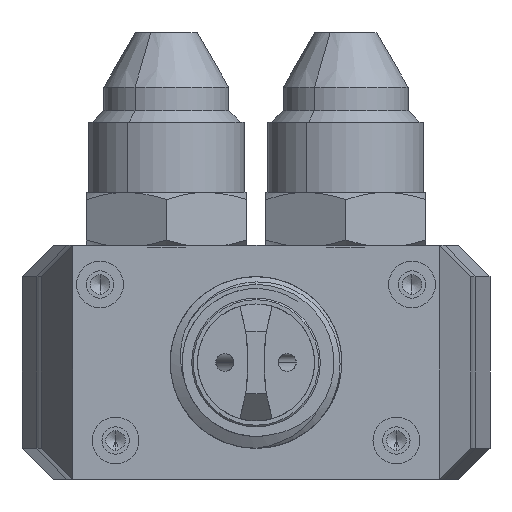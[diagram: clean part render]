
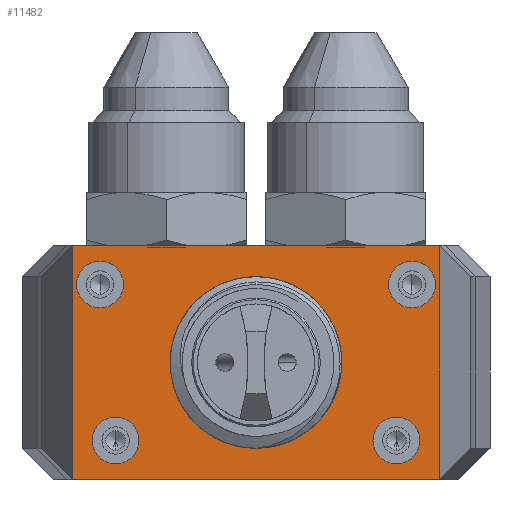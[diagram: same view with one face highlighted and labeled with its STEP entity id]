
A CAD part, front view. The second image highlights one B-rep face of the part: STEP entity #11482.
In plain terms, the highlighted planar face has unit normal (0, -1, 0).
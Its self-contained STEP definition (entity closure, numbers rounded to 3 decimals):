
#153 = EDGE_CURVE ( 'NONE', #6007, #29697, #34288, .T. ) ;
#375 = EDGE_CURVE ( 'NONE', #14792, #5698, #15225, .T. ) ;
#1359 = EDGE_LOOP ( 'NONE', ( #5359, #53205 ) ) ;
#1729 = CIRCLE ( 'NONE', #25833, 9. ) ;
#1785 = CARTESIAN_POINT ( 'NONE',  ( 20., -25., 10. ) ) ;
#2438 = EDGE_LOOP ( 'NONE', ( #41296, #39242, #29626, #52137 ) ) ;
#2509 = CARTESIAN_POINT ( 'NONE',  ( -20., -25., 13. ) ) ;
#3004 = DIRECTION ( 'NONE',  ( 0., -1., 0. ) ) ;
#3124 = CARTESIAN_POINT ( 'NONE',  ( 18., -25., -13. ) ) ;
#3207 = DIRECTION ( 'NONE',  ( 0., -1., 0. ) ) ;
#4545 = LINE ( 'NONE', #9577, #34875 ) ;
#5214 = DIRECTION ( 'NONE',  ( 0., 0., 1. ) ) ;
#5350 = EDGE_CURVE ( 'NONE', #48330, #36804, #1729, .T. ) ;
#5359 = ORIENTED_EDGE ( 'NONE', *, *, #5350, .F. ) ;
#5698 = VERTEX_POINT ( 'NONE', #56266 ) ;
#5733 = CIRCLE ( 'NONE', #41805, 3. ) ;
#6007 = VERTEX_POINT ( 'NONE', #40559 ) ;
#6375 = VERTEX_POINT ( 'NONE', #48269 ) ;
#6922 = CARTESIAN_POINT ( 'NONE',  ( -18., -25., -7. ) ) ;
#7055 = CARTESIAN_POINT ( 'NONE',  ( 18., -25., -10. ) ) ;
#7121 = VERTEX_POINT ( 'NONE', #20317 ) ;
#7274 = DIRECTION ( 'NONE',  ( 0., -1., 0. ) ) ;
#7518 = ORIENTED_EDGE ( 'NONE', *, *, #153, .F. ) ;
#7811 = DIRECTION ( 'NONE',  ( 1., 0., 0. ) ) ;
#7953 = EDGE_CURVE ( 'NONE', #7121, #59526, #27095, .T. ) ;
#8119 = VERTEX_POINT ( 'NONE', #38394 ) ;
#8508 = CIRCLE ( 'NONE', #28597, 3. ) ;
#9577 = CARTESIAN_POINT ( 'NONE',  ( 23.496, -25., 0. ) ) ;
#10077 = ORIENTED_EDGE ( 'NONE', *, *, #44428, .F. ) ;
#10749 = AXIS2_PLACEMENT_3D ( 'NONE', #7055, #59157, #16170 ) ;
#11482 = ADVANCED_FACE ( 'NONE', ( #54896, #40771, #59274, #17499, #16599, #36081 ), #31049, .F. ) ;
#11706 = DIRECTION ( 'NONE',  ( 0., 0., 1. ) ) ;
#12648 = CARTESIAN_POINT ( 'NONE',  ( 0., -25., -9. ) ) ;
#12720 = EDGE_CURVE ( 'NONE', #14256, #61127, #24236, .T. ) ;
#12824 = CARTESIAN_POINT ( 'NONE',  ( 0., -25., 15. ) ) ;
#13643 = CARTESIAN_POINT ( 'NONE',  ( -23.496, -25., 0. ) ) ;
#13702 = EDGE_CURVE ( 'NONE', #59526, #30387, #18037, .T. ) ;
#14256 = VERTEX_POINT ( 'NONE', #3124 ) ;
#14792 = VERTEX_POINT ( 'NONE', #57034 ) ;
#15225 = CIRCLE ( 'NONE', #27217, 3. ) ;
#16170 = DIRECTION ( 'NONE',  ( 0., 0., 1. ) ) ;
#16429 = CARTESIAN_POINT ( 'NONE',  ( -18., -25., -10. ) ) ;
#16599 = FACE_BOUND ( 'NONE', #37489, .T. ) ;
#16907 = CARTESIAN_POINT ( 'NONE',  ( 0., -25., 0. ) ) ;
#17499 = FACE_BOUND ( 'NONE', #44595, .T. ) ;
#17982 = CARTESIAN_POINT ( 'NONE',  ( 18., -25., -7. ) ) ;
#18037 = LINE ( 'NONE', #13643, #48450 ) ;
#18133 = LINE ( 'NONE', #12824, #57301 ) ;
#18214 = AXIS2_PLACEMENT_3D ( 'NONE', #56016, #25389, #30724 ) ;
#19999 = CARTESIAN_POINT ( 'NONE',  ( 18., -25., -10. ) ) ;
#20123 = EDGE_CURVE ( 'NONE', #43596, #8119, #41400, .T. ) ;
#20317 = CARTESIAN_POINT ( 'NONE',  ( 23.496, -25., -15. ) ) ;
#21460 = ORIENTED_EDGE ( 'NONE', *, *, #48279, .F. ) ;
#21712 = DIRECTION ( 'NONE',  ( 0., 0., 1. ) ) ;
#21895 = CARTESIAN_POINT ( 'NONE',  ( 0., -25., 9. ) ) ;
#22722 = CARTESIAN_POINT ( 'NONE',  ( 0., -25., -15. ) ) ;
#24236 = CIRCLE ( 'NONE', #48289, 3. ) ;
#24374 = EDGE_LOOP ( 'NONE', ( #30086, #21460 ) ) ;
#24479 = EDGE_CURVE ( 'NONE', #36804, #48330, #42467, .T. ) ;
#25389 = DIRECTION ( 'NONE',  ( 0., -1., 0. ) ) ;
#25826 = CIRCLE ( 'NONE', #10749, 3. ) ;
#25833 = AXIS2_PLACEMENT_3D ( 'NONE', #56342, #42226, #38158 ) ;
#25870 = DIRECTION ( 'NONE',  ( 0., 0., 1. ) ) ;
#26499 = DIRECTION ( 'NONE',  ( -1., 0., 0. ) ) ;
#27095 = LINE ( 'NONE', #22722, #35763 ) ;
#27217 = AXIS2_PLACEMENT_3D ( 'NONE', #36520, #3207, #27383 ) ;
#27383 = DIRECTION ( 'NONE',  ( 0., 0., 1. ) ) ;
#28087 = CARTESIAN_POINT ( 'NONE',  ( -23.496, -25., -15. ) ) ;
#28597 = AXIS2_PLACEMENT_3D ( 'NONE', #39647, #31161, #11706 ) ;
#28736 = DIRECTION ( 'NONE',  ( 0., 0., -1. ) ) ;
#29383 = ORIENTED_EDGE ( 'NONE', *, *, #60215, .F. ) ;
#29626 = ORIENTED_EDGE ( 'NONE', *, *, #13702, .F. ) ;
#29697 = VERTEX_POINT ( 'NONE', #2509 ) ;
#30086 = ORIENTED_EDGE ( 'NONE', *, *, #375, .F. ) ;
#30387 = VERTEX_POINT ( 'NONE', #31279 ) ;
#30663 = ORIENTED_EDGE ( 'NONE', *, *, #12720, .F. ) ;
#30724 = DIRECTION ( 'NONE',  ( 0., 0., 1. ) ) ;
#31002 = DIRECTION ( 'NONE',  ( 0., 0., 1. ) ) ;
#31049 = PLANE ( 'NONE',  #57736 ) ;
#31161 = DIRECTION ( 'NONE',  ( 0., -1., 0. ) ) ;
#31279 = CARTESIAN_POINT ( 'NONE',  ( -23.496, -25., 15. ) ) ;
#32182 = AXIS2_PLACEMENT_3D ( 'NONE', #1785, #3004, #31002 ) ;
#34288 = CIRCLE ( 'NONE', #18214, 3. ) ;
#34659 = EDGE_CURVE ( 'NONE', #6375, #7121, #4545, .T. ) ;
#34875 = VECTOR ( 'NONE', #28736, 1000. ) ;
#35763 = VECTOR ( 'NONE', #26499, 1000. ) ;
#36081 = FACE_BOUND ( 'NONE', #1359, .T. ) ;
#36372 = DIRECTION ( 'NONE',  ( 0., 0., 1. ) ) ;
#36520 = CARTESIAN_POINT ( 'NONE',  ( 20., -25., 10. ) ) ;
#36804 = VERTEX_POINT ( 'NONE', #12648 ) ;
#37489 = EDGE_LOOP ( 'NONE', ( #61193, #29383 ) ) ;
#38158 = DIRECTION ( 'NONE',  ( 0., 0., 1. ) ) ;
#38192 = CIRCLE ( 'NONE', #32182, 3. ) ;
#38394 = CARTESIAN_POINT ( 'NONE',  ( -18., -25., -13. ) ) ;
#39242 = ORIENTED_EDGE ( 'NONE', *, *, #49806, .F. ) ;
#39434 = ORIENTED_EDGE ( 'NONE', *, *, #54601, .F. ) ;
#39647 = CARTESIAN_POINT ( 'NONE',  ( -20., -25., 10. ) ) ;
#40559 = CARTESIAN_POINT ( 'NONE',  ( -20., -25., 7. ) ) ;
#40771 = FACE_BOUND ( 'NONE', #24374, .T. ) ;
#41171 = CARTESIAN_POINT ( 'NONE',  ( 0., -25., 0. ) ) ;
#41296 = ORIENTED_EDGE ( 'NONE', *, *, #34659, .F. ) ;
#41400 = CIRCLE ( 'NONE', #60438, 3. ) ;
#41805 = AXIS2_PLACEMENT_3D ( 'NONE', #49343, #54347, #21712 ) ;
#42090 = DIRECTION ( 'NONE',  ( 0., 0., 1. ) ) ;
#42226 = DIRECTION ( 'NONE',  ( 0., -1., 0. ) ) ;
#42467 = CIRCLE ( 'NONE', #45486, 9. ) ;
#43526 = DIRECTION ( 'NONE',  ( 0., -1., 0. ) ) ;
#43596 = VERTEX_POINT ( 'NONE', #6922 ) ;
#44070 = DIRECTION ( 'NONE',  ( 0., -1., 0. ) ) ;
#44428 = EDGE_CURVE ( 'NONE', #61127, #14256, #25826, .T. ) ;
#44595 = EDGE_LOOP ( 'NONE', ( #39434, #7518 ) ) ;
#45486 = AXIS2_PLACEMENT_3D ( 'NONE', #41171, #7274, #42090 ) ;
#46888 = EDGE_LOOP ( 'NONE', ( #10077, #30663 ) ) ;
#47216 = DIRECTION ( 'NONE',  ( 0., 0., 1. ) ) ;
#48269 = CARTESIAN_POINT ( 'NONE',  ( 23.496, -25., 15. ) ) ;
#48279 = EDGE_CURVE ( 'NONE', #5698, #14792, #38192, .T. ) ;
#48289 = AXIS2_PLACEMENT_3D ( 'NONE', #19999, #43526, #5214 ) ;
#48330 = VERTEX_POINT ( 'NONE', #21895 ) ;
#48450 = VECTOR ( 'NONE', #47216, 1000. ) ;
#49343 = CARTESIAN_POINT ( 'NONE',  ( -18., -25., -10. ) ) ;
#49806 = EDGE_CURVE ( 'NONE', #30387, #6375, #18133, .T. ) ;
#52137 = ORIENTED_EDGE ( 'NONE', *, *, #7953, .F. ) ;
#53205 = ORIENTED_EDGE ( 'NONE', *, *, #24479, .F. ) ;
#54347 = DIRECTION ( 'NONE',  ( 0., -1., 0. ) ) ;
#54581 = DIRECTION ( 'NONE',  ( 0., 1., 0. ) ) ;
#54601 = EDGE_CURVE ( 'NONE', #29697, #6007, #8508, .T. ) ;
#54896 = FACE_OUTER_BOUND ( 'NONE', #2438, .T. ) ;
#56016 = CARTESIAN_POINT ( 'NONE',  ( -20., -25., 10. ) ) ;
#56266 = CARTESIAN_POINT ( 'NONE',  ( 20., -25., 7. ) ) ;
#56342 = CARTESIAN_POINT ( 'NONE',  ( 0., -25., 0. ) ) ;
#57034 = CARTESIAN_POINT ( 'NONE',  ( 20., -25., 13. ) ) ;
#57301 = VECTOR ( 'NONE', #7811, 1000. ) ;
#57736 = AXIS2_PLACEMENT_3D ( 'NONE', #16907, #54581, #36372 ) ;
#59157 = DIRECTION ( 'NONE',  ( 0., -1., 0. ) ) ;
#59274 = FACE_BOUND ( 'NONE', #46888, .T. ) ;
#59526 = VERTEX_POINT ( 'NONE', #28087 ) ;
#60215 = EDGE_CURVE ( 'NONE', #8119, #43596, #5733, .T. ) ;
#60438 = AXIS2_PLACEMENT_3D ( 'NONE', #16429, #44070, #25870 ) ;
#61127 = VERTEX_POINT ( 'NONE', #17982 ) ;
#61193 = ORIENTED_EDGE ( 'NONE', *, *, #20123, .F. ) ;
